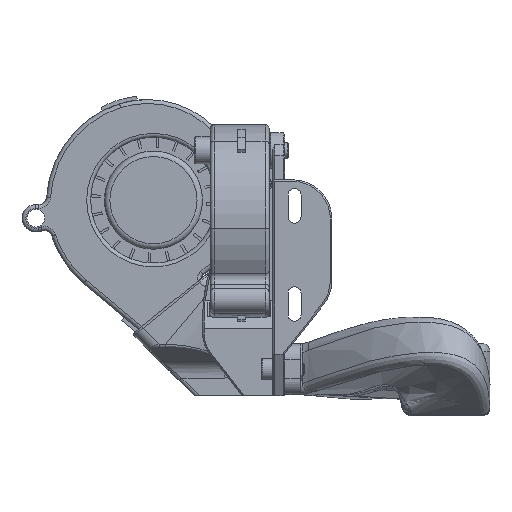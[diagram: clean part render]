
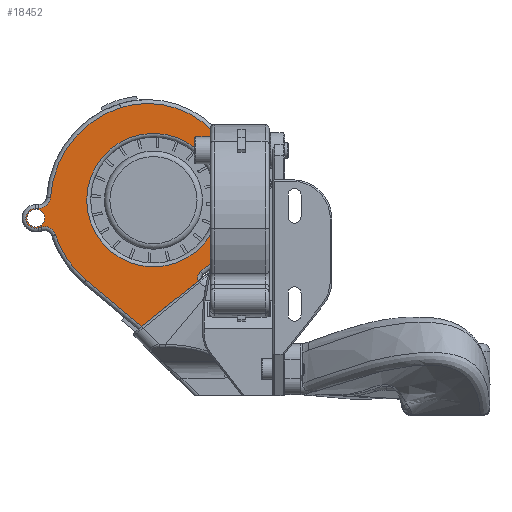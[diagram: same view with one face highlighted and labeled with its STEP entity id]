
A CAD part, left-side view. The second image highlights one B-rep face of the part: STEP entity #18452.
In plain terms, the highlighted face is planar.
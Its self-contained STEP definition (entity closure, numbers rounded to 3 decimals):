
#1497=CIRCLE('',#19670,17.);
#1499=CIRCLE('',#19673,2.25);
#1528=CIRCLE('',#19709,3.);
#1534=CIRCLE('',#19718,22.905);
#1556=CIRCLE('',#19750,2.25);
#1589=CIRCLE('',#19797,25.567);
#1590=CIRCLE('',#19800,2.);
#1591=CIRCLE('',#19801,23.935);
#1592=CIRCLE('',#19802,3.);
#1593=CIRCLE('',#19803,2.5);
#1594=CIRCLE('',#19804,23.935);
#1595=CIRCLE('',#19805,3.);
#1596=CIRCLE('',#19806,2.5);
#1597=CIRCLE('',#19807,3.);
#1598=CIRCLE('',#19808,25.567);
#3839=ORIENTED_EDGE('',*,*,#8631,.F.);
#3840=ORIENTED_EDGE('',*,*,#8594,.T.);
#3841=ORIENTED_EDGE('',*,*,#8656,.F.);
#3842=ORIENTED_EDGE('',*,*,#8657,.T.);
#3843=ORIENTED_EDGE('',*,*,#8658,.T.);
#3844=ORIENTED_EDGE('',*,*,#8659,.T.);
#3845=ORIENTED_EDGE('',*,*,#8660,.T.);
#3846=ORIENTED_EDGE('',*,*,#8661,.T.);
#3847=ORIENTED_EDGE('',*,*,#8544,.T.);
#3848=ORIENTED_EDGE('',*,*,#8662,.T.);
#3849=ORIENTED_EDGE('',*,*,#8555,.T.);
#3850=ORIENTED_EDGE('',*,*,#8653,.T.);
#3851=ORIENTED_EDGE('',*,*,#8663,.T.);
#3852=ORIENTED_EDGE('',*,*,#8664,.T.);
#3853=ORIENTED_EDGE('',*,*,#8665,.T.);
#3854=ORIENTED_EDGE('',*,*,#8666,.T.);
#3855=ORIENTED_EDGE('',*,*,#8667,.T.);
#3856=ORIENTED_EDGE('',*,*,#8668,.T.);
#3857=ORIENTED_EDGE('',*,*,#8669,.T.);
#3858=ORIENTED_EDGE('',*,*,#8504,.T.);
#3859=ORIENTED_EDGE('',*,*,#8506,.F.);
#3860=ORIENTED_EDGE('',*,*,#8592,.F.);
#8504=EDGE_CURVE('',#11031,#11031,#1497,.T.);
#8506=EDGE_CURVE('',#11033,#11033,#1499,.T.);
#8544=EDGE_CURVE('',#11071,#11070,#1528,.T.);
#8555=EDGE_CURVE('',#11079,#11078,#1534,.T.);
#8592=EDGE_CURVE('',#11104,#11104,#1556,.T.);
#8594=EDGE_CURVE('',#11107,#11106,#12700,.T.);
#8631=EDGE_CURVE('',#11107,#11132,#12718,.T.);
#8653=EDGE_CURVE('',#11078,#11142,#1589,.T.);
#8656=EDGE_CURVE('',#11144,#11106,#1590,.T.);
#8657=EDGE_CURVE('',#11144,#11145,#1591,.T.);
#8658=EDGE_CURVE('',#11145,#11146,#1592,.T.);
#8659=EDGE_CURVE('',#11146,#11147,#12730,.T.);
#8660=EDGE_CURVE('',#11147,#11148,#1593,.T.);
#8661=EDGE_CURVE('',#11148,#11071,#12731,.T.);
#8662=EDGE_CURVE('',#11070,#11079,#1594,.T.);
#8663=EDGE_CURVE('',#11142,#11149,#1595,.T.);
#8664=EDGE_CURVE('',#11149,#11150,#12732,.T.);
#8665=EDGE_CURVE('',#11150,#11151,#1596,.T.);
#8666=EDGE_CURVE('',#11151,#11152,#12733,.T.);
#8667=EDGE_CURVE('',#11152,#11153,#1597,.T.);
#8668=EDGE_CURVE('',#11153,#11154,#1598,.T.);
#8669=EDGE_CURVE('',#11154,#11132,#12734,.T.);
#11031=VERTEX_POINT('',#34877);
#11033=VERTEX_POINT('',#34882);
#11070=VERTEX_POINT('',#34963);
#11071=VERTEX_POINT('',#34965);
#11078=VERTEX_POINT('',#34985);
#11079=VERTEX_POINT('',#34987);
#11104=VERTEX_POINT('',#35059);
#11106=VERTEX_POINT('',#35063);
#11107=VERTEX_POINT('',#35065);
#11132=VERTEX_POINT('',#35136);
#11142=VERTEX_POINT('',#35171);
#11144=VERTEX_POINT('',#35179);
#11145=VERTEX_POINT('',#35181);
#11146=VERTEX_POINT('',#35183);
#11147=VERTEX_POINT('',#35185);
#11148=VERTEX_POINT('',#35187);
#11149=VERTEX_POINT('',#35191);
#11150=VERTEX_POINT('',#35193);
#11151=VERTEX_POINT('',#35195);
#11152=VERTEX_POINT('',#35197);
#11153=VERTEX_POINT('',#35199);
#11154=VERTEX_POINT('',#35201);
#12700=LINE('',#35064,#14161);
#12718=LINE('',#35135,#14179);
#12730=LINE('',#35184,#14191);
#12731=LINE('',#35188,#14192);
#12732=LINE('',#35192,#14193);
#12733=LINE('',#35196,#14194);
#12734=LINE('',#35202,#14195);
#14161=VECTOR('',#22483,1000.);
#14179=VECTOR('',#22557,1000.);
#14191=VECTOR('',#22613,1000.);
#14192=VECTOR('',#22616,1000.);
#14193=VECTOR('',#22621,1000.);
#14194=VECTOR('',#22624,1000.);
#14195=VECTOR('',#22629,1000.);
#15611=EDGE_LOOP('',(#3839,#3840,#3841,#3842,#3843,#3844,#3845,#3846,#3847,
#3848,#3849,#3850,#3851,#3852,#3853,#3854,#3855,#3856,#3857));
#15612=EDGE_LOOP('',(#3858));
#15613=EDGE_LOOP('',(#3859));
#15614=EDGE_LOOP('',(#3860));
#16826=FACE_BOUND('',#15611,.T.);
#16827=FACE_BOUND('',#15612,.T.);
#16828=FACE_BOUND('',#15613,.T.);
#16829=FACE_BOUND('',#15614,.T.);
#17805=PLANE('',#19799);
#18452=ADVANCED_FACE('',(#16826,#16827,#16828,#16829),#17805,.T.);
#19670=AXIS2_PLACEMENT_3D('',#34876,#22288,#22289);
#19673=AXIS2_PLACEMENT_3D('',#34881,#22294,#22295);
#19709=AXIS2_PLACEMENT_3D('',#34964,#22375,#22376);
#19718=AXIS2_PLACEMENT_3D('',#34986,#22398,#22399);
#19750=AXIS2_PLACEMENT_3D('',#35058,#22477,#22478);
#19797=AXIS2_PLACEMENT_3D('',#35172,#22599,#22600);
#19799=AXIS2_PLACEMENT_3D('',#35177,#22605,#22606);
#19800=AXIS2_PLACEMENT_3D('',#35178,#22607,#22608);
#19801=AXIS2_PLACEMENT_3D('',#35180,#22609,#22610);
#19802=AXIS2_PLACEMENT_3D('',#35182,#22611,#22612);
#19803=AXIS2_PLACEMENT_3D('',#35186,#22614,#22615);
#19804=AXIS2_PLACEMENT_3D('',#35189,#22617,#22618);
#19805=AXIS2_PLACEMENT_3D('',#35190,#22619,#22620);
#19806=AXIS2_PLACEMENT_3D('',#35194,#22622,#22623);
#19807=AXIS2_PLACEMENT_3D('',#35198,#22625,#22626);
#19808=AXIS2_PLACEMENT_3D('',#35200,#22627,#22628);
#22288=DIRECTION('',(0.,0.,-1.));
#22289=DIRECTION('',(0.,1.,0.));
#22294=DIRECTION('',(0.,0.,1.));
#22295=DIRECTION('',(0.,1.,0.));
#22375=DIRECTION('',(0.,0.,-1.));
#22376=DIRECTION('',(0.,1.,0.));
#22398=DIRECTION('',(0.,0.,1.));
#22399=DIRECTION('',(0.,1.,0.));
#22477=DIRECTION('',(0.,0.,1.));
#22478=DIRECTION('',(0.,1.,0.));
#22483=DIRECTION('',(0.,1.,0.));
#22557=DIRECTION('',(-1.,0.,0.));
#22599=DIRECTION('',(0.,0.,1.));
#22600=DIRECTION('',(0.,1.,0.));
#22605=DIRECTION('',(0.,0.,1.));
#22606=DIRECTION('',(0.,1.,0.));
#22607=DIRECTION('',(0.,0.,1.));
#22608=DIRECTION('',(0.,1.,0.));
#22609=DIRECTION('',(0.,0.,1.));
#22610=DIRECTION('',(0.,1.,0.));
#22611=DIRECTION('',(0.,0.,-1.));
#22612=DIRECTION('',(0.,1.,0.));
#22613=DIRECTION('',(0.623,-0.782,0.));
#22614=DIRECTION('',(0.,0.,1.));
#22615=DIRECTION('',(0.,1.,0.));
#22616=DIRECTION('',(-0.792,0.61,0.));
#22617=DIRECTION('',(0.,0.,1.));
#22618=DIRECTION('',(0.,1.,0.));
#22619=DIRECTION('',(0.,0.,-1.));
#22620=DIRECTION('',(0.,1.,0.));
#22621=DIRECTION('',(-0.65,0.76,0.));
#22622=DIRECTION('',(0.,0.,1.));
#22623=DIRECTION('',(0.,1.,0.));
#22624=DIRECTION('',(0.811,-0.585,0.));
#22625=DIRECTION('',(0.,0.,-1.));
#22626=DIRECTION('',(0.,1.,0.));
#22627=DIRECTION('',(0.,0.,1.));
#22628=DIRECTION('',(0.,1.,0.));
#22629=DIRECTION('',(0.,-1.,0.));
#34876=CARTESIAN_POINT('',(0.,0.,15.));
#34877=CARTESIAN_POINT('',(0.,17.,15.));
#34881=CARTESIAN_POINT('',(-22.8,20.,15.));
#34882=CARTESIAN_POINT('',(-22.8,22.25,15.));
#34963=CARTESIAN_POINT('',(19.32,-10.816,15.));
#34964=CARTESIAN_POINT('',(21.827,-12.465,15.));
#34965=CARTESIAN_POINT('',(19.996,-14.842,15.));
#34985=CARTESIAN_POINT('',(12.682,21.545,15.));
#34986=CARTESIAN_POINT('',(0.35,2.243,15.));
#34987=CARTESIAN_POINT('',(23.154,0.094,15.));
#35058=CARTESIAN_POINT('',(20.,-18.,15.));
#35059=CARTESIAN_POINT('',(20.,-15.75,15.));
#35063=CARTESIAN_POINT('',(-8.65,-22.898,15.));
#35064=CARTESIAN_POINT('',(-8.65,0.484,15.));
#35065=CARTESIAN_POINT('',(-8.65,-25.6,15.));
#35135=CARTESIAN_POINT('',(-16.111,-25.6,15.));
#35136=CARTESIAN_POINT('',(-26.65,-25.6,15.));
#35171=CARTESIAN_POINT('',(-16.303,20.543,15.));
#35172=CARTESIAN_POINT('',(-1.083,0.,15.));
#35177=CARTESIAN_POINT('',(-1.697,0.484,15.));
#35178=CARTESIAN_POINT('',(-6.65,-22.898,15.));
#35179=CARTESIAN_POINT('',(-6.189,-20.952,15.));
#35180=CARTESIAN_POINT('',(-0.675,2.34,15.));
#35181=CARTESIAN_POINT('',(12.806,-17.438,15.));
#35182=CARTESIAN_POINT('',(14.495,-19.917,15.));
#35183=CARTESIAN_POINT('',(16.842,-18.048,15.));
#35184=CARTESIAN_POINT('',(0.615,2.325,15.));
#35185=CARTESIAN_POINT('',(18.044,-19.558,15.));
#35186=CARTESIAN_POINT('',(20.,-18.,15.));
#35187=CARTESIAN_POINT('',(21.525,-16.019,15.));
#35188=CARTESIAN_POINT('',(19.996,-14.842,15.));
#35189=CARTESIAN_POINT('',(-0.675,2.34,15.));
#35190=CARTESIAN_POINT('',(-18.089,22.954,15.));
#35191=CARTESIAN_POINT('',(-20.368,21.003,15.));
#35192=CARTESIAN_POINT('',(-2.341,-0.067,15.));
#35193=CARTESIAN_POINT('',(-20.9,21.625,15.));
#35194=CARTESIAN_POINT('',(-22.8,20.,15.));
#35195=CARTESIAN_POINT('',(-24.264,17.973,15.));
#35196=CARTESIAN_POINT('',(-23.6,17.494,15.));
#35197=CARTESIAN_POINT('',(-23.6,17.494,15.));
#35198=CARTESIAN_POINT('',(-25.357,15.062,15.));
#35199=CARTESIAN_POINT('',(-22.807,13.48,15.));
#35200=CARTESIAN_POINT('',(-1.083,0.,15.));
#35201=CARTESIAN_POINT('',(-26.65,0.,15.));
#35202=CARTESIAN_POINT('',(-26.65,0.484,15.));
